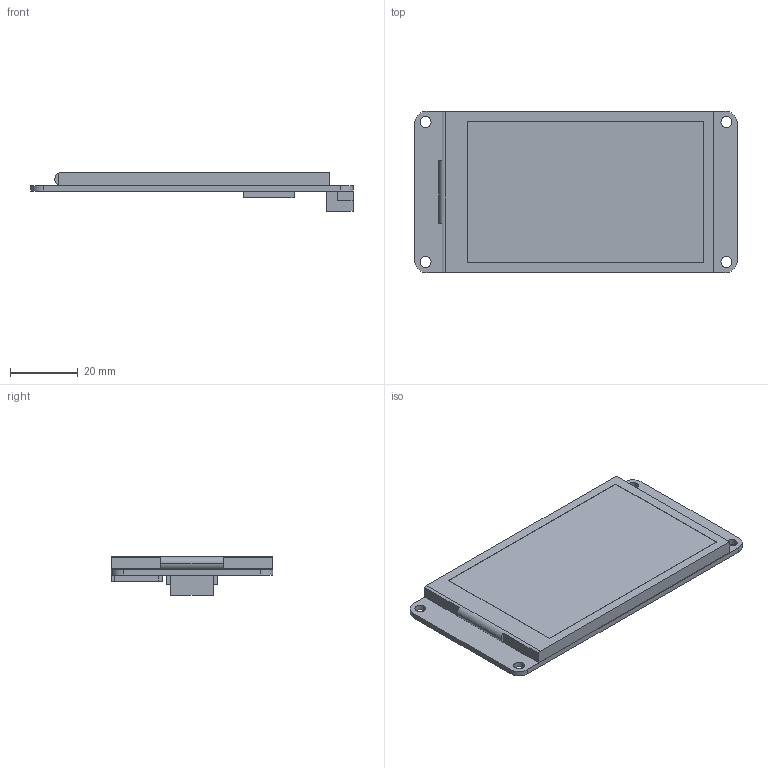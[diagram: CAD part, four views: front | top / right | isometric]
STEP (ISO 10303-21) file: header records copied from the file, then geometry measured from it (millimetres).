
FILE_DESCRIPTION(('HOOPS Exchange Step'),'2;1');
FILE_NAME('export-7E3A754B-D28B-41F8-8E21-AE725144EAE6.stp','2023-01-07T20:58:44+16:00',('Daxxn'),('Alibre'),'HOOPS Exchange 2022.0','Alibre','Unknown authorisation');
FILE_SCHEMA( ('AP242_MANAGED_MODEL_BASED_3D_ENGINEERING_MIM_LF {1 0 10303 442 1 1 4 }') );
Length unit declared in the file: centimetre
Products named in the file (1): NX4024T032
Bounding box: 95 x 47.6 x 11.45 mm (x, y, z)
Volume: 21965.9 mm3; surface area: 11526.2 mm2
Topology: 1 solids, 1 shells, 58 faces, 153 edges, 102 vertices
Faces by surface type: plane 48, cylinder 10
Full cylindrical faces by diameter (mm): 3.2 x4
Entity records: 1918 total; most frequent: CARTESIAN_POINT 315, ORIENTED_EDGE 306, DIRECTION 297, EDGE_CURVE 153, VECTOR 129, LINE 129, VERTEX_POINT 102, AXIS2_PLACEMENT_3D 84
